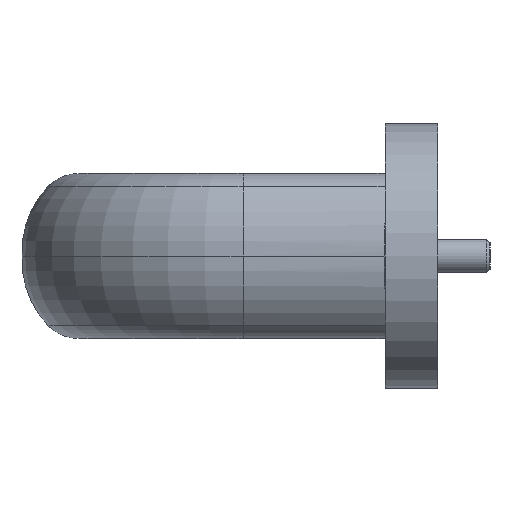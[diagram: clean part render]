
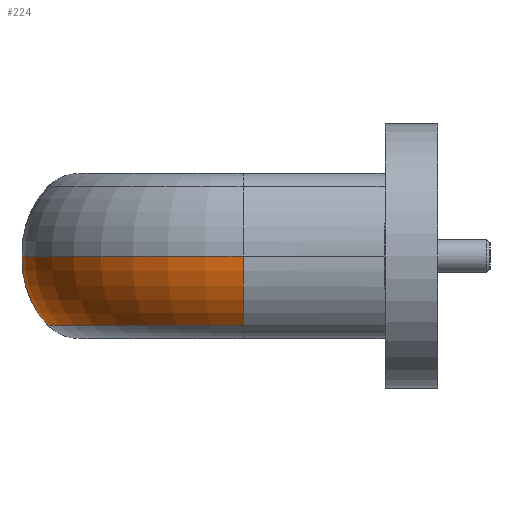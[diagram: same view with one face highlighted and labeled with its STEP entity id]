
A CAD part, left-side view. The second image highlights one B-rep face of the part: STEP entity #224.
In plain terms, the highlighted toroidal (fillet/blend) face has major radius 19.114 mm and minor radius 14.4 mm.
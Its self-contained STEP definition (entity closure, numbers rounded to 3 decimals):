
#224 = ADVANCED_FACE( '', ( #608 ), #609, .T. );
#608 = FACE_OUTER_BOUND( '', #1219, .T. );
#609 = TOROIDAL_SURFACE( '', #1220, 19.114, 14.4 );
#1219 = EDGE_LOOP( '', ( #1896, #1897, #1898, #1899 ) );
#1220 = AXIS2_PLACEMENT_3D( '', #1900, #1901, #1902 );
#1896 = ORIENTED_EDGE( '', *, *, #3265, .T. );
#1897 = ORIENTED_EDGE( '', *, *, #3266, .F. );
#1898 = ORIENTED_EDGE( '', *, *, #3261, .F. );
#1899 = ORIENTED_EDGE( '', *, *, #3267, .T. );
#1900 = CARTESIAN_POINT( '', ( 25., 29.5, -0.631 ) );
#1901 = DIRECTION( '', ( 0., 0., -1. ) );
#1902 = DIRECTION( '', ( -1., 0., 0. ) );
#3261 = EDGE_CURVE( '', #3728, #3842, #3843, .T. );
#3265 = EDGE_CURVE( '', #3848, #3849, #3850, .T. );
#3266 = EDGE_CURVE( '', #3842, #3849, #3851, .T. );
#3267 = EDGE_CURVE( '', #3728, #3848, #3852, .T. );
#3728 = VERTEX_POINT( '', #4496 );
#3842 = VERTEX_POINT( '', #4643 );
#3843 = CIRCLE( '', #4644, 29.6 );
#3848 = VERTEX_POINT( '', #4649 );
#3849 = VERTEX_POINT( '', #4650 );
#3850 = CIRCLE( '', #4651, 33.5 );
#3851 = CIRCLE( '', #4652, 14.4 );
#3852 = CIRCLE( '', #4653, 14.4 );
#4496 = CARTESIAN_POINT( '', ( -4.6, 29.5, -10.5 ) );
#4643 = CARTESIAN_POINT( '', ( 25., 59.1, -10.5 ) );
#4644 = AXIS2_PLACEMENT_3D( '', #5531, #5532, #5533 );
#4649 = CARTESIAN_POINT( '', ( -8.5, 29.5, 0. ) );
#4650 = CARTESIAN_POINT( '', ( 25., 63., 0. ) );
#4651 = AXIS2_PLACEMENT_3D( '', #5540, #5541, #5542 );
#4652 = AXIS2_PLACEMENT_3D( '', #5543, #5544, #5545 );
#4653 = AXIS2_PLACEMENT_3D( '', #5546, #5547, #5548 );
#5531 = CARTESIAN_POINT( '', ( 25., 29.5, -10.5 ) );
#5532 = DIRECTION( '', ( 0., 0., -1. ) );
#5533 = DIRECTION( '', ( -1., 0., 0. ) );
#5540 = CARTESIAN_POINT( '', ( 25., 29.5, 0. ) );
#5541 = DIRECTION( '', ( 0., 0., -1. ) );
#5542 = DIRECTION( '', ( -1., 0., 0. ) );
#5543 = CARTESIAN_POINT( '', ( 25., 48.614, -0.631 ) );
#5544 = DIRECTION( '', ( 1., 0., 0. ) );
#5545 = DIRECTION( '', ( 0., -1., 0. ) );
#5546 = CARTESIAN_POINT( '', ( 5.886, 29.5, -0.631 ) );
#5547 = DIRECTION( '', ( 0., 1., 0. ) );
#5548 = DIRECTION( '', ( 1., 0., 0. ) );
